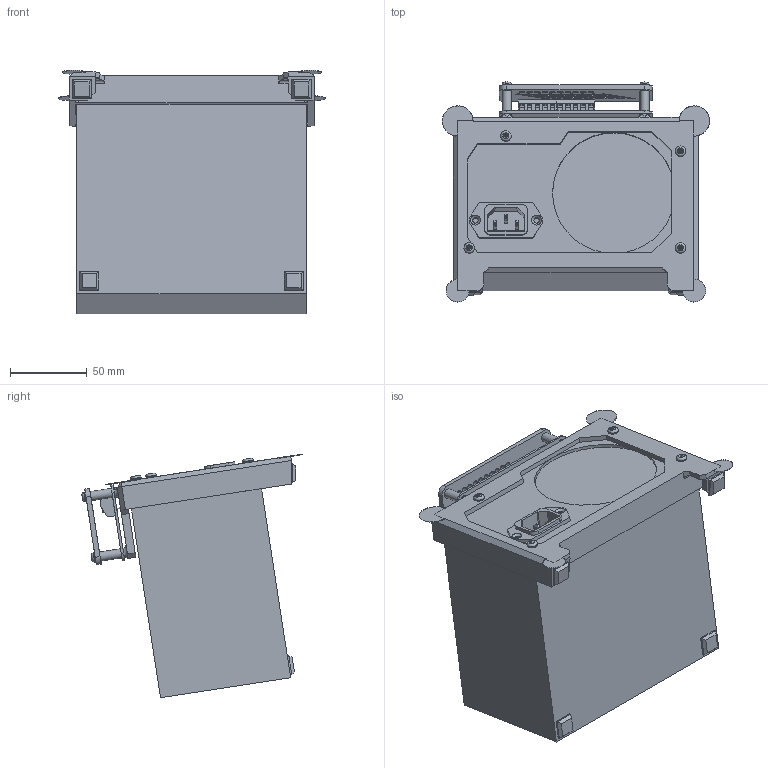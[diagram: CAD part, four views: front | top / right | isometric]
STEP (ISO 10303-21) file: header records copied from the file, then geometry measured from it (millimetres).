
FILE_DESCRIPTION(/* description */ ('Alibre Inc.'),/* implementation_level */ '2;1');
FILE_NAME(/* name */ 'export0',/* time_stamp */ '2015-07-11T14:41:45+12:00',/* author */ (''),/* organization */ (''),/* preprocessor_version */ 'ST-DEVELOPER v14',/* originating_system */ 'Alibre',/* authorisation */ '');
FILE_SCHEMA (('CONFIG_CONTROL_DESIGN'));
Length unit declared in the file: centimetre
Products named in the file (11): ID_1; EL-PWR-ATX; EPWR01; ID_2; ID_3; ID_4; ID_5; ID_6; ID_7
Bounding box: 174.54 x 143.75 x 159.06 mm (x, y, z)
Volume: 1879836.6 mm3; surface area: 170602.1 mm2
Topology: 26 solids, 27 shells, 790 faces, 1936 edges, 1263 vertices
Faces by surface type: plane 573, cylinder 169, torus 26, cone 14, sphere 4, bspline 4
Full cylindrical faces by diameter (mm): 0.9 x10, 1.131 x10, 2.642 x4, 2.7 x10, 3 x8, 3.2 x4, 3.25 x10, 3.4 x4, 3.5 x14, 3.505 x4, 4 x10, 6 x8, 6.858 x4, 80 x1
Entity records: 17806 total; most frequent: CARTESIAN_POINT 4546, ORIENTED_EDGE 2374, DIRECTION 2149, EDGE_CURVE 1187, AXIS2_PLACEMENT_3D 843, VERTEX_POINT 820, VECTOR 796, LINE 796
